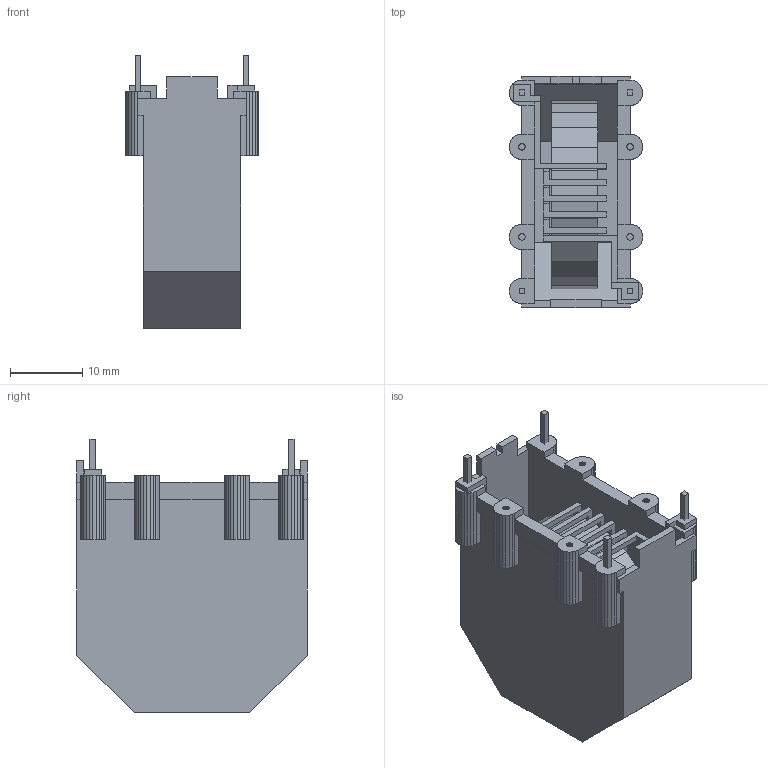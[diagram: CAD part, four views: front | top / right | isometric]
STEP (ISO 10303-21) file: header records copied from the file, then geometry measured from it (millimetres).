
FILE_DESCRIPTION(('FreeCAD Model'),'2;1');
FILE_NAME('X24aVer.stp', '2014-07-08T13:51:20',('FreeCAD'),('FreeCAD'), 'Open CASCADE STEP processor 6.3','FreeCAD','Unknown');
FILE_SCHEMA(('AUTOMOTIVE_DESIGN_CC2 { 1 2 10303 214 -1 1 5 4 }'));
Length unit declared in the file: millimetre
Products named in the file (6): X24aVer003; X24aVer001; X24aVer004; X24aVer002; X24aVer; X24aVer005
Bounding box: 18.5 x 32 x 38 mm (x, y, z)
Volume: 5428.4 mm3; surface area: 8698 mm2
Topology: 6 solids, 6 shells, 910 faces, 2615 edges, 1733 vertices
Faces by surface type: plane 656, cylinder 254
Entity records: 66744 total; most frequent: CARTESIAN_POINT 16333, DIRECTION 8895, LINE 5758, VECTOR 5758, ORIENTED_EDGE 5230, PCURVE 5230, DEFINITIONAL_REPRESENTATION 5230, EDGE_CURVE 2615
